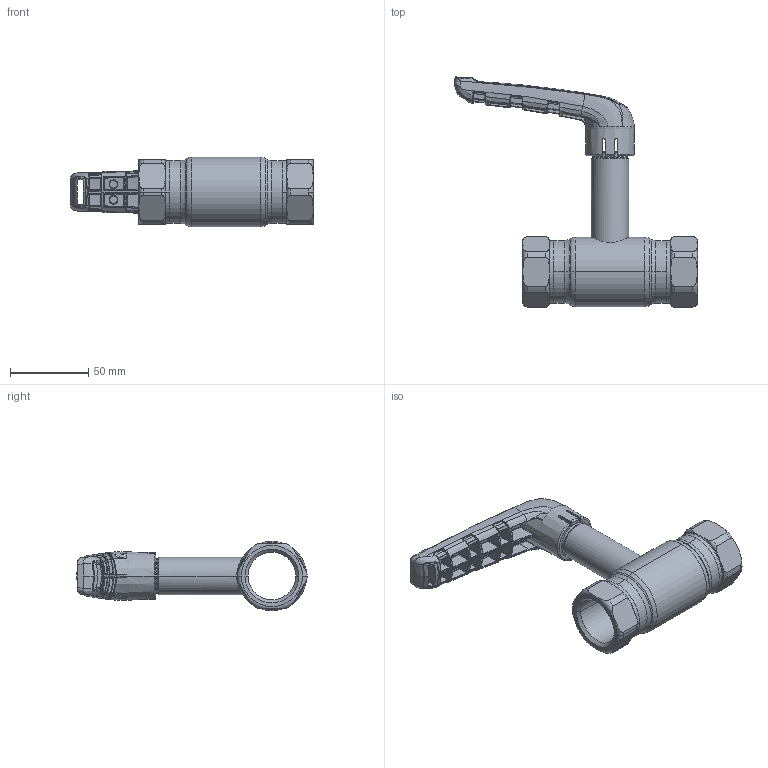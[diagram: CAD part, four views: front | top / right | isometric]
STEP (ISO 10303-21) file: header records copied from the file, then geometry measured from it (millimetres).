
FILE_DESCRIPTION (( 'STEP AP214' ), '1' );
FILE_NAME ('2025002001-xxxx.step', '2019-05-10T11:08:38', ( '' ), ( '' ), 'SwSTEP 2.0', 'SolidWorks 2017', '' );
FILE_SCHEMA (( 'AUTOMOTIVE_DESIGN' ));
Length unit declared in the file: millimetre
Products named in the file (1): 2025002001-xxxx
Bounding box: 155.57 x 147.31 x 44.5 mm (x, y, z)
Surface area: 44131 mm2 (no closed solid volume)
Topology: 0 solids, 8 shells, 749 faces, 2314 edges, 1478 vertices
Faces by surface type: bspline 571, plane 62, cylinder 50, torus 39, cone 21, sphere 6
Entity records: 57690 total; most frequent: CARTESIAN_POINT 34250, ORIENTED_EDGE 3885, EDGE_CURVE 2310, DIRECTION 1649, B_SPLINE_CURVE_WITH_KNOTS 1583, VERTEX_POINT 1478, EDGE_LOOP 767, UNCERTAINTY_MEASURE_WITH_UNIT 751
